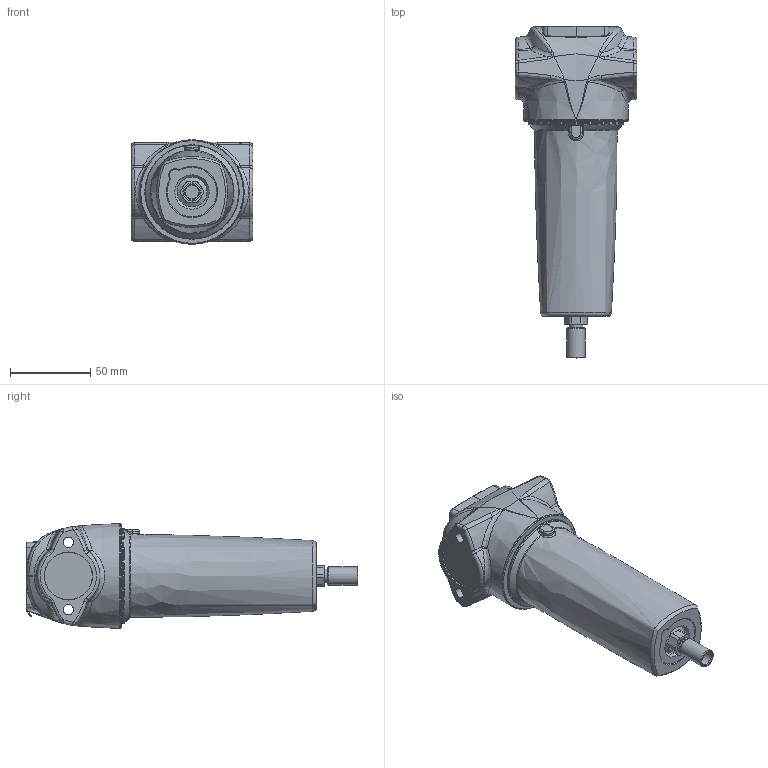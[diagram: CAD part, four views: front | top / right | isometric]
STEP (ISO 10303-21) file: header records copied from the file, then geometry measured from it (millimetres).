
FILE_DESCRIPTION(/* description */ (''),/* implementation_level */ '2;1');
FILE_NAME(/* name */ 'WS - 010 - Auto.stp',/* time_stamp */ '2021-06-11T11:36:50+01:00',/* author */ ('544889'),/* organization */ (''),/* preprocessor_version */ 'ST-DEVELOPER v18',/* originating_system */ 'Autodesk Inventor 2020',/* authorisation */ '');
FILE_SCHEMA (('CONFIG_CONTROL_DESIGN'));
Length unit declared in the file: millimetre
Products named in the file (1): model for marketing_Shrinkwrap_1
Bounding box: 76 x 207.45 x 65.2 mm (x, y, z)
Volume: 500141.9 mm3; surface area: 62078.8 mm2
Topology: 4 solids, 4 shells, 384 faces, 980 edges, 620 vertices
Faces by surface type: bspline 165, plane 89, cylinder 64, torus 32, cone 24, sphere 10
Full cylindrical faces by diameter (mm): 1 x7, 6 x1, 6.5 x2, 8.566 x1, 8.6 x1, 10 x1, 11.3 x1, 18.3 x1, 18.631 x1, 20.955 x1, 24 x1, 24.2 x1, 30 x3, 54 x1, 59 x1, 65.2 x1
Entity records: 31482 total; most frequent: CARTESIAN_POINT 22622, ORIENTED_EDGE 1952, DIRECTION 1434, EDGE_CURVE 976, VERTEX_POINT 620, AXIS2_PLACEMENT_3D 604, EDGE_LOOP 410, STYLED_ITEM 385
